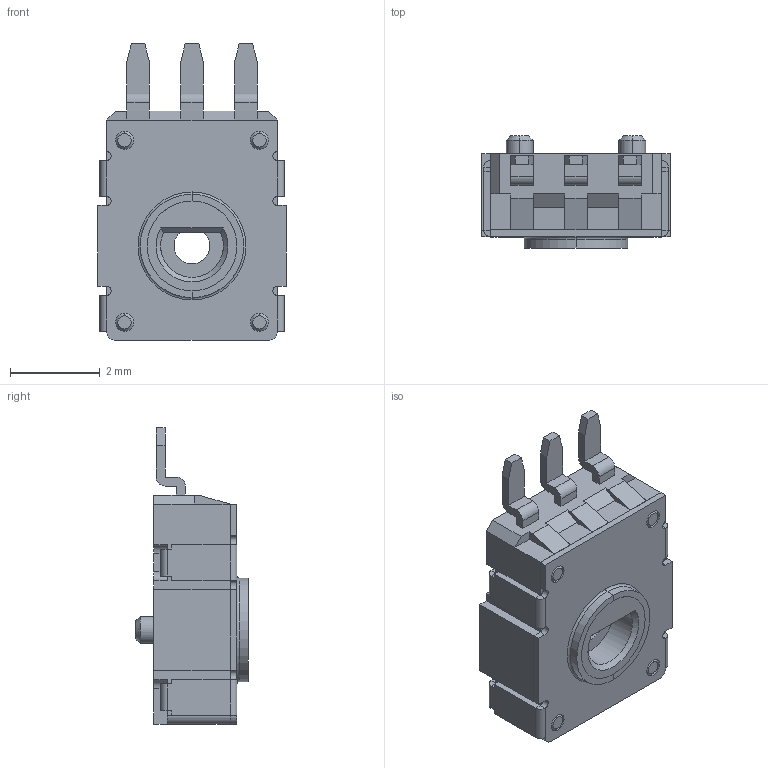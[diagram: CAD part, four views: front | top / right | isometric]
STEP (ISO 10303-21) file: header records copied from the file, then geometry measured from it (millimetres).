
FILE_DESCRIPTION((''),'2;1');
FILE_NAME('FSE04-P1_20161223_SW0002','2017-08-08T',('ro0012'),(''),'PRO/ENGINEER BY PARAMETRIC TECHNOLOGY CORPORATION, 2012480','PRO/ENGINEER BY PARAMETRIC TECHNOLOGY CORPORATION, 2012480','');
FILE_SCHEMA(('CONFIG_CONTROL_DESIGN'));
Length unit declared in the file: millimetre
Products named in the file (1): FSE04-P1_20161223_SW0002
Bounding box: 4.2 x 2.5 x 6.6 mm (x, y, z)
Volume: 27.2 mm3; surface area: 183.7 mm2
Topology: 1 solids, 2 shells, 345 faces, 886 edges, 563 vertices
Faces by surface type: plane 228, cylinder 96, cone 17, torus 4
Entity records: 10456 total; most frequent: DIRECTION 1822, CARTESIAN_POINT 1805, ORIENTED_EDGE 1772, EDGE_CURVE 886, VECTOR 638, LINE 638, AXIS2_PLACEMENT_3D 592, VERTEX_POINT 563
